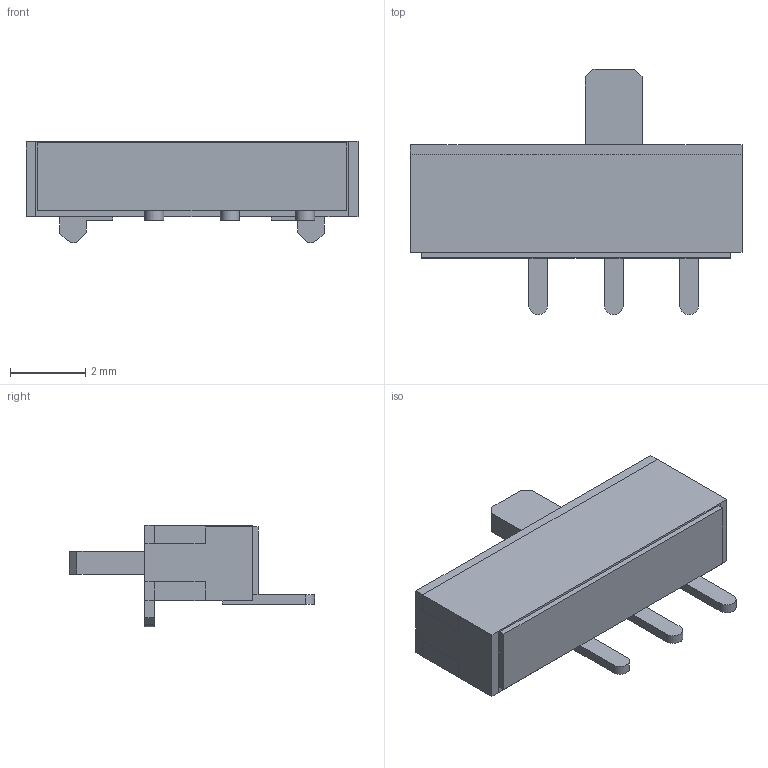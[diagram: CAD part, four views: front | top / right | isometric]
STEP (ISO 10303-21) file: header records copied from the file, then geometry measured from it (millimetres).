
FILE_DESCRIPTION (( 'STEP AP214' ), '1' );
FILE_NAME ('SSSS710607IGS.STEP', '2009-09-03T11:46:59', ( '' ), ( '' ), 'SwSTEP 2.0', 'SolidWorks 2007', '' );
FILE_SCHEMA (( 'AUTOMOTIVE_DESIGN' ));
Length unit declared in the file: millimetre
Products named in the file (1): SSSS710607IGS
Bounding box: 8.8 x 6.5 x 2.7 mm (x, y, z)
Volume: 55.1 mm3; surface area: 117.9 mm2
Topology: 1 solids, 1 shells, 74 faces, 205 edges, 134 vertices
Faces by surface type: plane 69, cylinder 5
Entity records: 3152 total; most frequent: CARTESIAN_POINT 414, ORIENTED_EDGE 410, DIRECTION 365, EDGE_CURVE 205, LINE 195, VECTOR 195, VERTEX_POINT 134, AXIS2_PLACEMENT_3D 85
